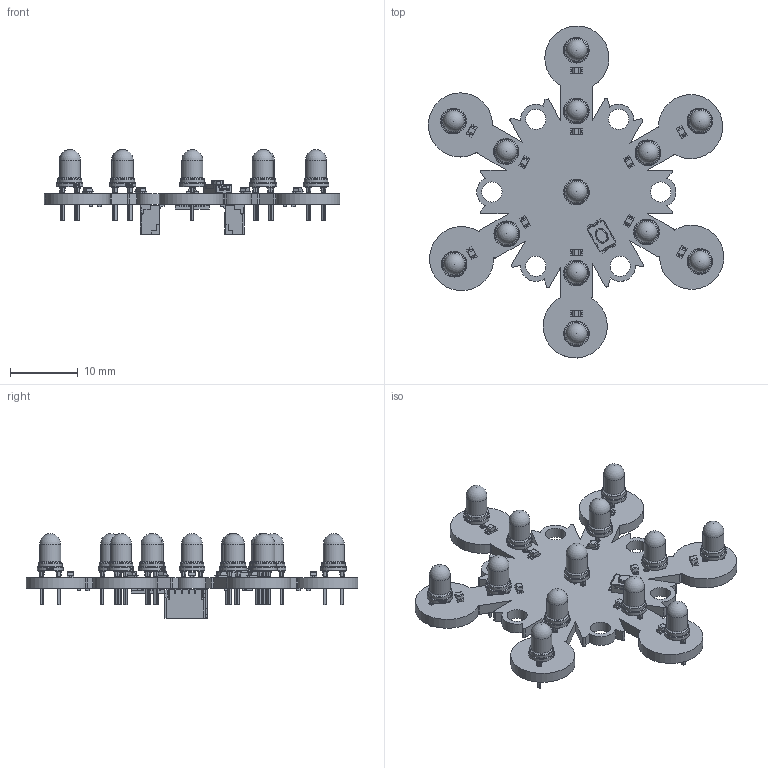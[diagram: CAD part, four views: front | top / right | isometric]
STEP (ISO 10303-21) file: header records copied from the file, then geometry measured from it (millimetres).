
FILE_DESCRIPTION(('Open CASCADE Model'),'2;1');
FILE_NAME('Open CASCADE Shape Model','2025-10-07T09:10:13',('Author'),( 'Open CASCADE'),'Open CASCADE STEP processor 7.5','Open CASCADE 7.5' ,'Unknown');
FILE_SCHEMA(('AUTOMOTIVE_DESIGN { 1 0 10303 214 1 1 1 1 }'));
Length unit declared in the file: millimetre
Products named in the file (69): PCB; Board; Open CASCADE STEP translator 7.5 3.1.1; D112; Diode_Lite-On_LTL-1CHEE_eec; Lens; Leads; Logo; D109; D106; D103; D111; D108; D105; D102; D113; D110; D107; D104; D101; R1; User Library-R SMD 0402; User Library-R SMD 0402_0402 BODY; User Library-R SMD 0402_0402 PAD; User Library-R SMD 0402_0402 OPIS; D1; User Library-LTST-C190TBKT; User Library-LTST-C190TBKT_Pad; User Library-LTST-C190TBKT_Pad005; User Library-LTST-C190TBKT_Pad001; User Library-LTST-C190TBKT_Pad004; User Library-LTST-C190TBKT_Pad003; User Library-LTST-C190TBKT_Lens; L; KMR621NG LFS--3DModel-STEP-56544; R5; R4; D4; D5; R11 ...
Assembly tree (105 placements, depth 4):
  PCB
    Board
      Open CASCADE STEP translator 7.5 3.1.1
    D112
      Diode_Lite-On_LTL-1CHEE_eec
        Lens
        Leads
        Logo
    D109
      Diode_Lite-On_LTL-1CHEE_eec
        Lens
        Leads
        Logo
    D106
      Diode_Lite-On_LTL-1CHEE_eec
        Lens
        Leads
        Logo
    D103
      Diode_Lite-On_LTL-1CHEE_eec
        Lens
        Leads
        Logo
    D111
      Diode_Lite-On_LTL-1CHEE_eec
        Lens
        Leads
        Logo
    D108
      Diode_Lite-On_LTL-1CHEE_eec
        Lens
        Leads
        Logo
    D105
      Diode_Lite-On_LTL-1CHEE_eec
        Lens
        Leads
        Logo
    D102
      Diode_Lite-On_LTL-1CHEE_eec
        Lens
        Leads
        Logo
    D113
      Diode_Lite-On_LTL-1CHEE_eec
        Lens
        Leads
        Logo
    D110
      Diode_Lite-On_LTL-1CHEE_eec
        Lens
        Leads
        Logo
    D107
      Diode_Lite-On_LTL-1CHEE_eec
        Lens
        Leads
        Logo
    D104
      Diode_Lite-On_LTL-1CHEE_eec
Bounding box: 43.76 x 49.17 x 12.52 mm (x, y, z)
Volume: 2286.9 mm3; surface area: 4697.1 mm2
Topology: 401 solids, 401 shells, 6145 faces, 16561 edges, 12766 vertices
Faces by surface type: plane 3988, cylinder 1139, bspline 757, sphere 125, torus 102, cone 26, revolution 8
Full cylindrical faces by diameter (mm): 0.8 x26, 3 x6, 3.1 x13, 3.5 x13, 3.8 x13
Entity records: 75845 total; most frequent: CARTESIAN_POINT 19731, DIRECTION 10100, ORIENTED_EDGE 8990, LINE 4716, VECTOR 4716, EDGE_CURVE 4494, VERTEX_POINT 2928, AXIS2_PLACEMENT_3D 2688
